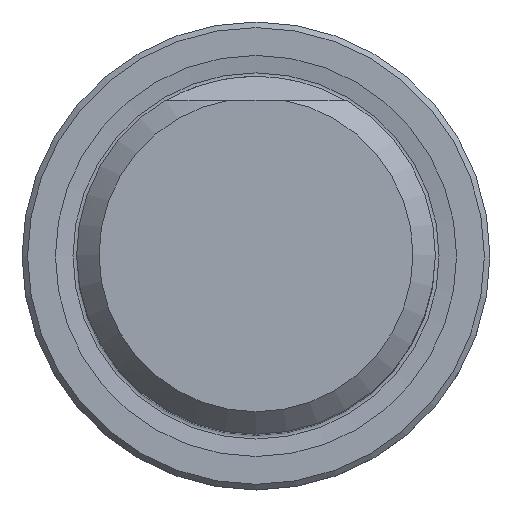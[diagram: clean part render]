
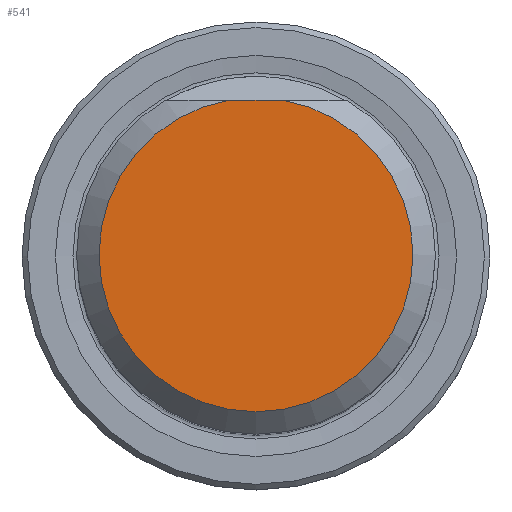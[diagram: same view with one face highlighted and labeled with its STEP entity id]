
A CAD part, top view. The second image highlights one B-rep face of the part: STEP entity #541.
In plain terms, the highlighted planar face has unit normal (0, 0, 1).
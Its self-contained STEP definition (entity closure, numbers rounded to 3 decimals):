
#541=ADVANCED_FACE('',(#941),#828,.T.);
#828=PLANE('',#6036);
#941=FACE_OUTER_BOUND('',#1223,.T.);
#1223=EDGE_LOOP('',(#1843,#1844));
#1556=CIRCLE('',#6035,14.);
#1843=ORIENTED_EDGE('',*,*,#3967,.F.);
#1844=ORIENTED_EDGE('',*,*,#3968,.T.);
#3407=VERTEX_POINT('',#9127);
#3408=VERTEX_POINT('',#9128);
#3967=EDGE_CURVE('',#3407,#3408,#5141,.T.);
#3968=EDGE_CURVE('',#3407,#3408,#1556,.T.);
#5141=LINE('',#9126,#5483);
#5483=VECTOR('',#6859,1.);
#6035=AXIS2_PLACEMENT_3D('',#9129,#6860,#6861);
#6036=AXIS2_PLACEMENT_3D('',#9130,#6862,#6863);
#6859=DIRECTION('',(1.,0.,0.));
#6860=DIRECTION('',(0.,0.,1.));
#6861=DIRECTION('',(0.,-1.,0.));
#6862=DIRECTION('',(0.,0.,1.));
#6863=DIRECTION('',(0.,-1.,0.));
#9126=CARTESIAN_POINT('',(0.,13.804,60.));
#9127=CARTESIAN_POINT('',(-2.334,13.804,60.));
#9128=CARTESIAN_POINT('',(2.334,13.804,60.));
#9129=CARTESIAN_POINT('',(0.,0.,60.));
#9130=CARTESIAN_POINT('',(0.,0.,60.));
